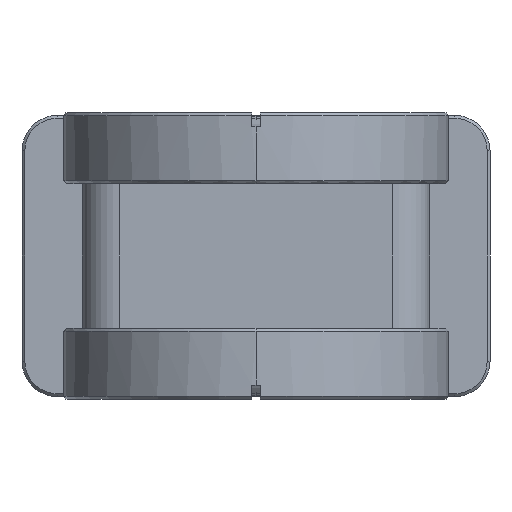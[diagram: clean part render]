
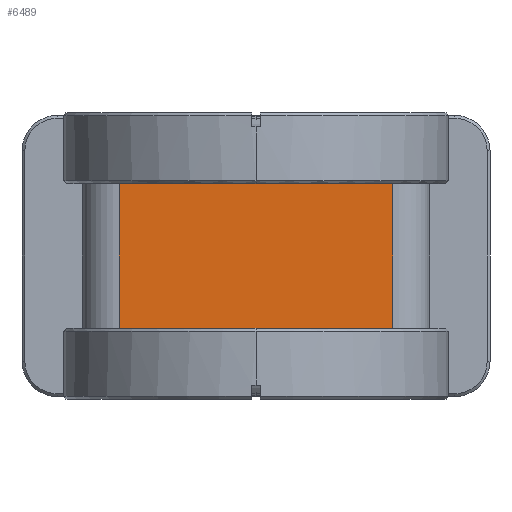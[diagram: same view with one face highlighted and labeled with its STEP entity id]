
A CAD part, front view. The second image highlights one B-rep face of the part: STEP entity #6489.
In plain terms, the highlighted planar face has unit normal (0, -1, 0).
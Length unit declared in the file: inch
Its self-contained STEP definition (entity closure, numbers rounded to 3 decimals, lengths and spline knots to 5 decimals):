
#692=DIRECTION('',(1.,0.,0.));
#693=VECTOR('',#692,0.6235);
#694=CARTESIAN_POINT('',(0.345,-1.3,-0.5125));
#695=LINE('',#694,#693);
#701=DIRECTION('',(1.,0.,0.));
#702=VECTOR('',#701,0.6235);
#703=CARTESIAN_POINT('',(-0.9685,-1.3,-0.5125));
#704=LINE('',#703,#702);
#1485=DIRECTION('',(0.,0.,-1.));
#1486=VECTOR('',#1485,1.025);
#1487=CARTESIAN_POINT('',(-0.9685,-1.3,0.5125));
#1488=LINE('',#1487,#1486);
#1489=DIRECTION('',(1.,0.,0.));
#1490=VECTOR('',#1489,0.69);
#1491=CARTESIAN_POINT('',(-0.345,-1.3,0.5125));
#1492=LINE('',#1491,#1490);
#1493=DIRECTION('',(0.,0.,-1.));
#1494=VECTOR('',#1493,1.025);
#1495=CARTESIAN_POINT('',(0.9685,-1.3,0.5125));
#1496=LINE('',#1495,#1494);
#1497=DIRECTION('',(1.,0.,0.));
#1498=VECTOR('',#1497,0.69);
#1499=CARTESIAN_POINT('',(-0.345,-1.3,-0.5125));
#1500=LINE('',#1499,#1498);
#1523=DIRECTION('',(-1.,0.,0.));
#1524=VECTOR('',#1523,0.6235);
#1525=CARTESIAN_POINT('',(0.9685,-1.3,0.5125));
#1526=LINE('',#1525,#1524);
#1550=DIRECTION('',(-1.,0.,0.));
#1551=VECTOR('',#1550,0.6235);
#1552=CARTESIAN_POINT('',(-0.345,-1.3,0.5125));
#1553=LINE('',#1552,#1551);
#3763=CARTESIAN_POINT('',(0.9685,-1.3,-0.5125));
#3765=VERTEX_POINT('',#3763);
#3766=CARTESIAN_POINT('',(0.9685,-1.3,0.5125));
#3767=VERTEX_POINT('',#3766);
#3770=CARTESIAN_POINT('',(-0.9685,-1.3,-0.5125));
#3772=VERTEX_POINT('',#3770);
#3776=CARTESIAN_POINT('',(-0.9685,-1.3,0.5125));
#3777=VERTEX_POINT('',#3776);
#4404=CARTESIAN_POINT('',(0.345,-1.3,-0.5125));
#4406=VERTEX_POINT('',#4404);
#4408=CARTESIAN_POINT('',(-0.345,-1.3,-0.5125));
#4409=VERTEX_POINT('',#4408);
#4418=CARTESIAN_POINT('',(0.345,-1.3,0.5125));
#4420=VERTEX_POINT('',#4418);
#4422=CARTESIAN_POINT('',(-0.345,-1.3,0.5125));
#4423=VERTEX_POINT('',#4422);
#6470=CARTESIAN_POINT('',(-1.2285,-1.3,-0.5125));
#6471=DIRECTION('',(0.,-1.,0.));
#6472=DIRECTION('',(1.,0.,0.));
#6473=AXIS2_PLACEMENT_3D('',#6470,#6471,#6472);
#6474=PLANE('',#6473);
#6475=ORIENTED_EDGE('',*,*,#5556,.F.);
#6477=ORIENTED_EDGE('',*,*,#6476,.F.);
#6479=ORIENTED_EDGE('',*,*,#6478,.F.);
#6480=ORIENTED_EDGE('',*,*,#6430,.T.);
#6482=ORIENTED_EDGE('',*,*,#6481,.F.);
#6484=ORIENTED_EDGE('',*,*,#6483,.T.);
#6485=ORIENTED_EDGE('',*,*,#5544,.F.);
#6486=ORIENTED_EDGE('',*,*,#5635,.F.);
#6487=EDGE_LOOP('',(#6475,#6477,#6479,#6480,#6482,#6484,#6485,#6486));
#6488=FACE_OUTER_BOUND('',#6487,.F.);
#6489=ADVANCED_FACE('',(#6488),#6474,.T.);
#5544=EDGE_CURVE('',#4406,#3765,#695,.T.);
#5556=EDGE_CURVE('',#3772,#4409,#704,.T.);
#5635=EDGE_CURVE('',#4409,#4406,#1500,.T.);
#6430=EDGE_CURVE('',#4423,#4420,#1492,.T.);
#6476=EDGE_CURVE('',#3777,#3772,#1488,.T.);
#6478=EDGE_CURVE('',#4423,#3777,#1553,.T.);
#6481=EDGE_CURVE('',#3767,#4420,#1526,.T.);
#6483=EDGE_CURVE('',#3767,#3765,#1496,.T.);
